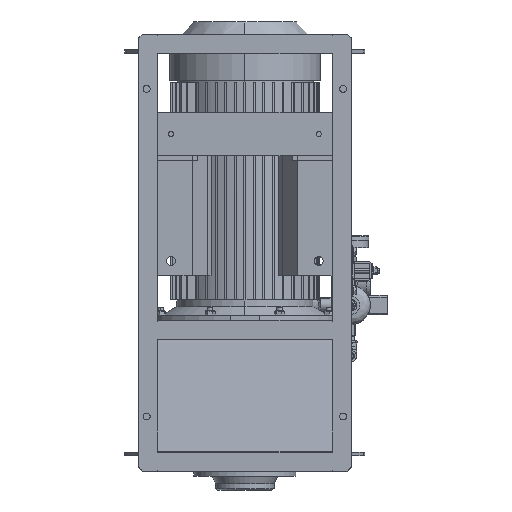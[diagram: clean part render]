
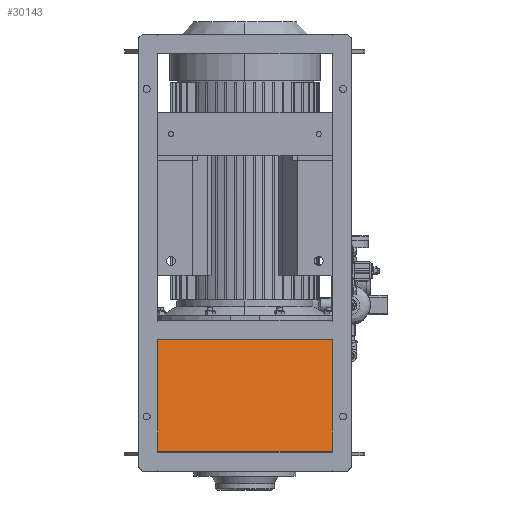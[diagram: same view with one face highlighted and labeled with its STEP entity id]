
A CAD part, front view. The second image highlights one B-rep face of the part: STEP entity #30143.
In plain terms, the highlighted planar face has unit normal (0, -0.985, 0.175).
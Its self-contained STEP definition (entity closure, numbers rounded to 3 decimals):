
#1127 = LINE ( 'NONE', #65882, #18006 ) ;
#3810 = VERTEX_POINT ( 'NONE', #23433 ) ;
#8574 = CARTESIAN_POINT ( 'NONE',  ( 240., -353.969, -97.472 ) ) ;
#15904 = EDGE_CURVE ( 'NONE', #3810, #22009, #51353, .T. ) ;
#16666 = VECTOR ( 'NONE', #55434, 1000. ) ;
#17753 = CARTESIAN_POINT ( 'NONE',  ( 240., -353.969, -97.472 ) ) ;
#18006 = VECTOR ( 'NONE', #37947, 1000. ) ;
#20249 = VERTEX_POINT ( 'NONE', #114761 ) ;
#22009 = VERTEX_POINT ( 'NONE', #17753 ) ;
#23433 = CARTESIAN_POINT ( 'NONE',  ( 240., -298.969, 212. ) ) ;
#30143 = ADVANCED_FACE ( 'NONE', ( #46668 ), #111907, .F. ) ;
#33488 = CARTESIAN_POINT ( 'NONE',  ( 240., -353.969, -97.472 ) ) ;
#37947 = DIRECTION ( 'NONE',  ( -1., 0., 0. ) ) ;
#39923 = CARTESIAN_POINT ( 'NONE',  ( -240., -353.969, -97.472 ) ) ;
#41641 = EDGE_LOOP ( 'NONE', ( #70968, #46036, #84155, #77221 ) ) ;
#46036 = ORIENTED_EDGE ( 'NONE', *, *, #103387, .T. ) ;
#46668 = FACE_OUTER_BOUND ( 'NONE', #41641, .T. ) ;
#51353 = LINE ( 'NONE', #94974, #59802 ) ;
#51384 = VECTOR ( 'NONE', #63163, 1000. ) ;
#51654 = DIRECTION ( 'NONE',  ( 0., 0.175, 0.985 ) ) ;
#53215 = LINE ( 'NONE', #72977, #16666 ) ;
#54634 = EDGE_CURVE ( 'NONE', #22009, #77390, #69543, .T. ) ;
#55434 = DIRECTION ( 'NONE',  ( 0., -0.175, -0.985 ) ) ;
#59802 = VECTOR ( 'NONE', #94575, 1000. ) ;
#63163 = DIRECTION ( 'NONE',  ( -1., 0., 0. ) ) ;
#65882 = CARTESIAN_POINT ( 'NONE',  ( 240., -298.969, 212. ) ) ;
#67068 = AXIS2_PLACEMENT_3D ( 'NONE', #33488, #96576, #51654 ) ;
#69543 = LINE ( 'NONE', #8574, #51384 ) ;
#70968 = ORIENTED_EDGE ( 'NONE', *, *, #80773, .T. ) ;
#72977 = CARTESIAN_POINT ( 'NONE',  ( -240., -353.969, -97.472 ) ) ;
#77221 = ORIENTED_EDGE ( 'NONE', *, *, #15904, .F. ) ;
#77390 = VERTEX_POINT ( 'NONE', #39923 ) ;
#80773 = EDGE_CURVE ( 'NONE', #3810, #20249, #1127, .T. ) ;
#84155 = ORIENTED_EDGE ( 'NONE', *, *, #54634, .F. ) ;
#94575 = DIRECTION ( 'NONE',  ( 0., -0.175, -0.985 ) ) ;
#94974 = CARTESIAN_POINT ( 'NONE',  ( 240., -353.969, -97.472 ) ) ;
#96576 = DIRECTION ( 'NONE',  ( 0., 0.985, -0.175 ) ) ;
#103387 = EDGE_CURVE ( 'NONE', #20249, #77390, #53215, .T. ) ;
#111907 = PLANE ( 'NONE',  #67068 ) ;
#114761 = CARTESIAN_POINT ( 'NONE',  ( -240., -298.969, 212. ) ) ;
